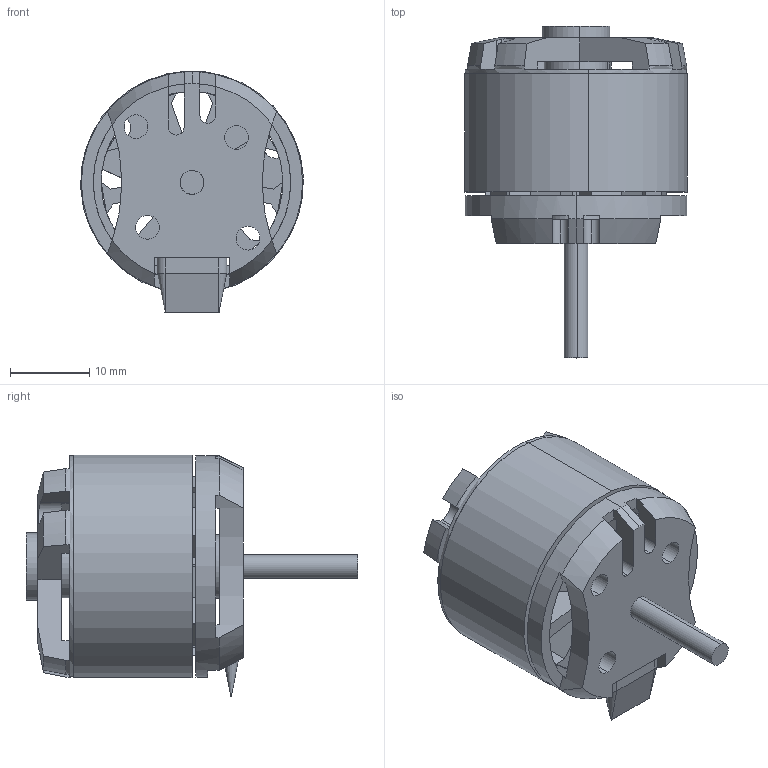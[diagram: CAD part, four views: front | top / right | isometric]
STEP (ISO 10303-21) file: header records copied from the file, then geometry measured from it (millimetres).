
FILE_DESCRIPTION (( 'STEP AP214' ), '1' );
FILE_NAME ('PropDrive28-26.STEP', '2013-04-11T18:53:17', ( '' ), ( '' ), 'SwSTEP 2.0', 'SolidWorks 2012', '' );
FILE_SCHEMA (( 'AUTOMOTIVE_DESIGN' ));
Length unit declared in the file: millimetre
Products named in the file (4): InternoMotore; CassaMotore; StatMotore; PropDrive28-26
Assembly tree (3 placements, depth 2):
  PropDrive28-26
    StatMotore
    CassaMotore
    InternoMotore
Bounding box: 28.15 x 42 x 30.58 mm (x, y, z)
Volume: 8787.7 mm3; surface area: 9399 mm2
Topology: 3 solids, 3 shells, 171 faces, 530 edges, 349 vertices
Faces by surface type: plane 103, cylinder 50, cone 18
Entity records: 6424 total; most frequent: CARTESIAN_POINT 1223, ORIENTED_EDGE 1060, DIRECTION 1032, EDGE_CURVE 530, AXIS2_PLACEMENT_3D 364, VERTEX_POINT 349, LINE 304, VECTOR 304
